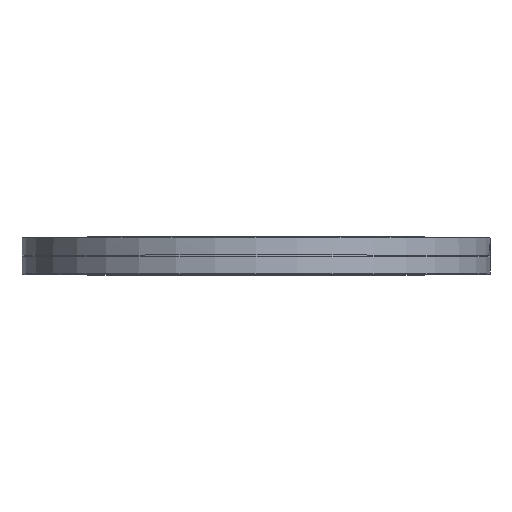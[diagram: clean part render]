
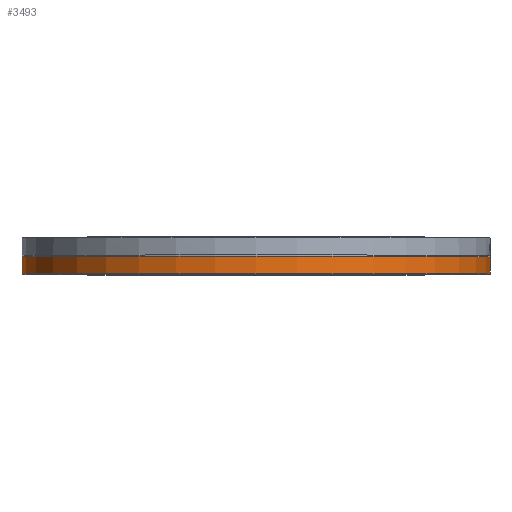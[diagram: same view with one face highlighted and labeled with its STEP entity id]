
A CAD part, top view. The second image highlights one B-rep face of the part: STEP entity #3493.
In plain terms, the highlighted cylindrical face has radius 177.8 mm (diameter 355.6 mm), a full revolution.
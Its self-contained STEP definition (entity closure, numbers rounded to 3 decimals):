
#356=FACE_OUTER_BOUND('',#590,.T.);
#590=EDGE_LOOP('',(#2851,#2852,#2853,#2854,#2855,#2856));
#761=CIRCLE('',#3733,177.8);
#762=CIRCLE('',#3734,177.8);
#794=CIRCLE('',#3768,177.8);
#795=CIRCLE('',#3769,177.8);
#1033=LINE('',#7758,#1240);
#1240=VECTOR('',#4423,177.8);
#1607=VERTEX_POINT('',#7685);
#1608=VERTEX_POINT('',#7686);
#1640=VERTEX_POINT('',#7754);
#1641=VERTEX_POINT('',#7755);
#2034=EDGE_CURVE('',#1607,#1608,#761,.T.);
#2035=EDGE_CURVE('',#1608,#1607,#762,.T.);
#2068=EDGE_CURVE('',#1640,#1641,#794,.T.);
#2069=EDGE_CURVE('',#1641,#1640,#795,.T.);
#2070=EDGE_CURVE('',#1641,#1608,#1033,.T.);
#2851=ORIENTED_EDGE('',*,*,#2068,.F.);
#2852=ORIENTED_EDGE('',*,*,#2069,.F.);
#2853=ORIENTED_EDGE('',*,*,#2070,.T.);
#2854=ORIENTED_EDGE('',*,*,#2034,.F.);
#2855=ORIENTED_EDGE('',*,*,#2035,.F.);
#2856=ORIENTED_EDGE('',*,*,#2070,.F.);
#3356=CYLINDRICAL_SURFACE('',#3767,177.8);
#3493=ADVANCED_FACE('',(#356),#3356,.T.);
#3733=AXIS2_PLACEMENT_3D('',#7687,#4348,#4349);
#3734=AXIS2_PLACEMENT_3D('',#7688,#4350,#4351);
#3767=AXIS2_PLACEMENT_3D('',#7753,#4417,#4418);
#3768=AXIS2_PLACEMENT_3D('',#7756,#4419,#4420);
#3769=AXIS2_PLACEMENT_3D('',#7757,#4421,#4422);
#4348=DIRECTION('center_axis',(0.,-1.,0.));
#4349=DIRECTION('ref_axis',(1.,0.,0.));
#4350=DIRECTION('center_axis',(0.,-1.,0.));
#4351=DIRECTION('ref_axis',(1.,0.,0.));
#4417=DIRECTION('center_axis',(0.,1.,0.));
#4418=DIRECTION('ref_axis',(-1.,0.,0.));
#4419=DIRECTION('center_axis',(0.,1.,0.));
#4420=DIRECTION('ref_axis',(1.,0.,0.));
#4421=DIRECTION('center_axis',(0.,1.,0.));
#4422=DIRECTION('ref_axis',(1.,0.,0.));
#4423=DIRECTION('',(0.,-1.,0.));
#7685=CARTESIAN_POINT('',(-177.8,0.5,0.));
#7686=CARTESIAN_POINT('',(177.8,0.5,0.));
#7687=CARTESIAN_POINT('Origin',(0.,0.5,0.));
#7688=CARTESIAN_POINT('Origin',(0.,0.5,0.));
#7753=CARTESIAN_POINT('Origin',(0.,6.869,0.));
#7754=CARTESIAN_POINT('',(0.,13.738,-177.8));
#7755=CARTESIAN_POINT('',(177.8,13.738,0.));
#7756=CARTESIAN_POINT('Origin',(0.,13.738,0.));
#7757=CARTESIAN_POINT('Origin',(0.,13.738,0.));
#7758=CARTESIAN_POINT('',(177.8,6.869,0.));
